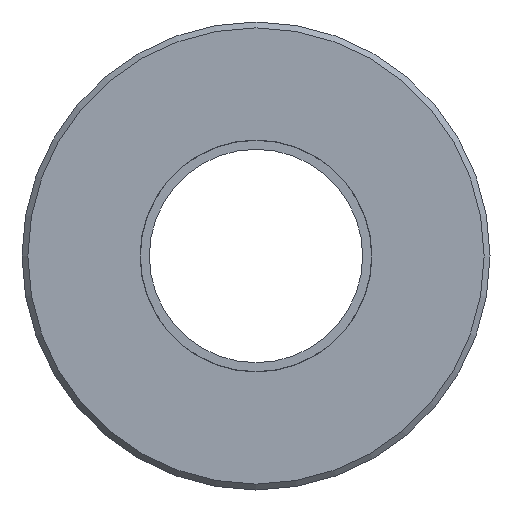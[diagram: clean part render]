
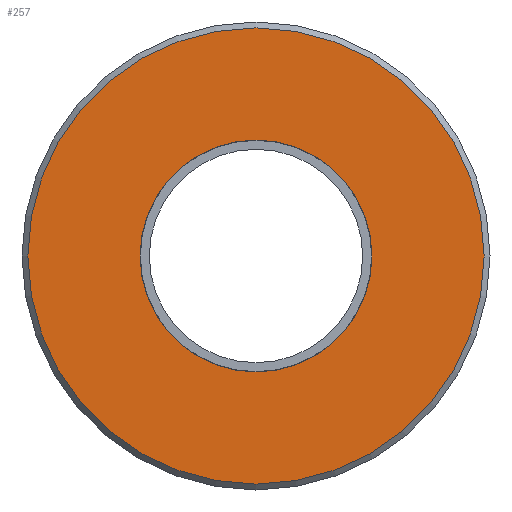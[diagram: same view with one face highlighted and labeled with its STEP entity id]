
A CAD part, front view. The second image highlights one B-rep face of the part: STEP entity #257.
In plain terms, the highlighted planar face has unit normal (0, -1, 0).
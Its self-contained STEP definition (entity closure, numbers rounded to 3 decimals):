
#19=FACE_BOUND('',#85,.T.);
#26=PLANE('',#308);
#63=FACE_OUTER_BOUND('',#84,.T.);
#84=EDGE_LOOP('',(#206));
#85=EDGE_LOOP('',(#207));
#113=CIRCLE('',#307,37.5);
#114=CIRCLE('',#309,73.777);
#135=VERTEX_POINT('',#462);
#136=VERTEX_POINT('',#466);
#161=EDGE_CURVE('',#135,#135,#113,.T.);
#162=EDGE_CURVE('',#136,#136,#114,.T.);
#206=ORIENTED_EDGE('',*,*,#162,.F.);
#207=ORIENTED_EDGE('',*,*,#161,.T.);
#257=ADVANCED_FACE('',(#63,#19),#26,.T.);
#307=AXIS2_PLACEMENT_3D('',#464,#374,#375);
#308=AXIS2_PLACEMENT_3D('',#465,#376,#377);
#309=AXIS2_PLACEMENT_3D('',#467,#378,#379);
#374=DIRECTION('center_axis',(0.,1.,0.));
#375=DIRECTION('ref_axis',(1.,0.,0.));
#376=DIRECTION('center_axis',(0.,-1.,0.));
#377=DIRECTION('ref_axis',(0.,0.,-1.));
#378=DIRECTION('center_axis',(0.,1.,0.));
#379=DIRECTION('ref_axis',(1.,0.,0.));
#462=CARTESIAN_POINT('',(0.,-30.,-37.5));
#464=CARTESIAN_POINT('Origin',(0.,-30.,0.));
#465=CARTESIAN_POINT('Origin',(0.,-30.,73.777));
#466=CARTESIAN_POINT('',(0.,-30.,-73.777));
#467=CARTESIAN_POINT('Origin',(0.,-30.,0.));
